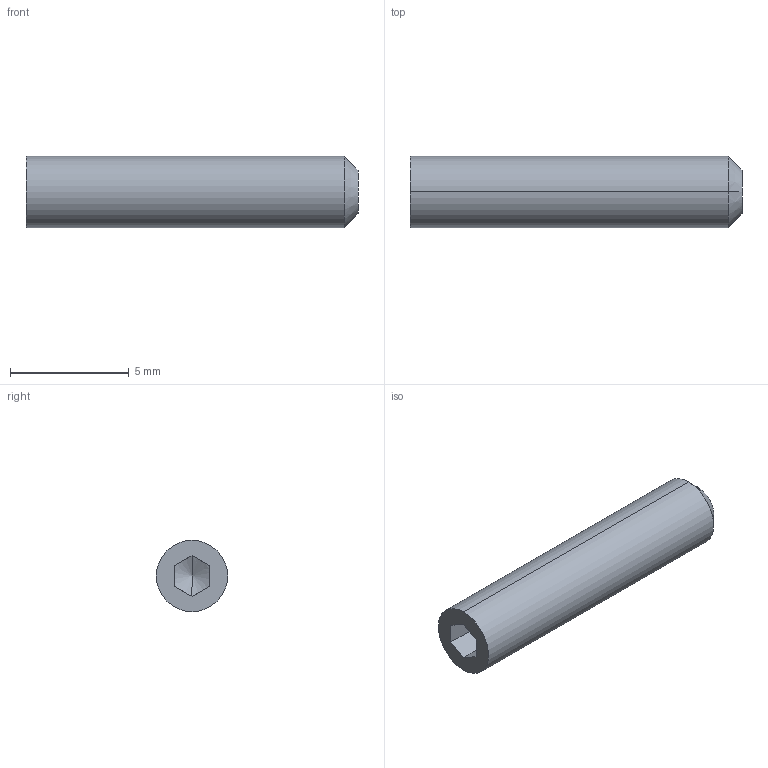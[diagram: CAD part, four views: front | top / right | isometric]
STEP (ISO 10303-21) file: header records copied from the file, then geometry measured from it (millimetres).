
FILE_DESCRIPTION (( 'STEP AP214' ), '1' );
FILE_NAME ('1352-B.STEP', '2015-02-11T10:29:17', ( '' ), ( '' ), 'SwSTEP 2.0', 'SolidWorks 2014', '' );
FILE_SCHEMA (( 'AUTOMOTIVE_DESIGN' ));
Length unit declared in the file: millimetre
Products named in the file (1): 1352-B
Bounding box: 14 x 3 x 3 mm (x, y, z)
Volume: 93.4 mm3; surface area: 153.3 mm2
Topology: 1 solids, 1 shells, 14 faces, 32 edges, 19 vertices
Faces by surface type: plane 8, cone 4, cylinder 2
Entity records: 428 total; most frequent: CARTESIAN_POINT 94, DIRECTION 60, ORIENTED_EDGE 60, EDGE_CURVE 30, AXIS2_PLACEMENT_3D 21, VERTEX_POINT 19, VECTOR 18, LINE 18
